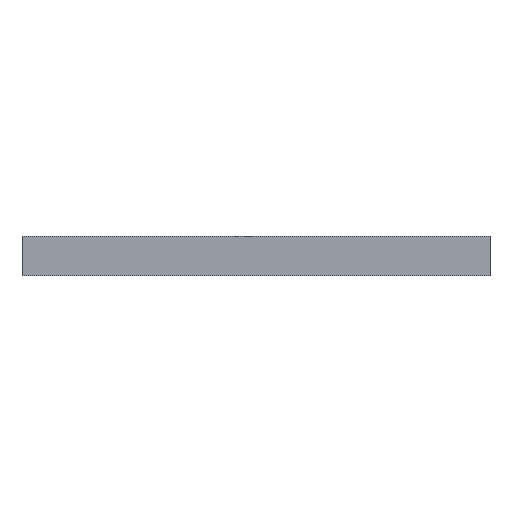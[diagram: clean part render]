
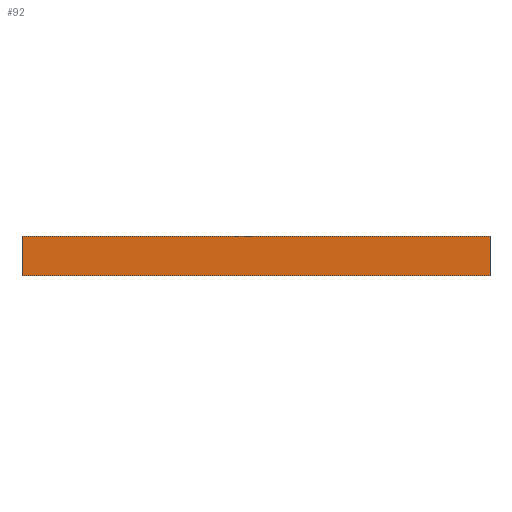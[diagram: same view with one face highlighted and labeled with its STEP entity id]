
A CAD part, left-side view. The second image highlights one B-rep face of the part: STEP entity #92.
In plain terms, the highlighted planar face has unit normal (-1, 0, 0).
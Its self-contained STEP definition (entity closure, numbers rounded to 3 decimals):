
#47 = CARTESIAN_POINT ( 'NONE',  ( 0., 0., 4. ) ) ;
#92 = ADVANCED_FACE ( 'NONE', ( #239 ), #357, .T. ) ;
#125 = ORIENTED_EDGE ( 'NONE', *, *, #480, .F. ) ;
#180 = AXIS2_PLACEMENT_3D ( 'NONE', #47, #1212, #525 ) ;
#220 = CARTESIAN_POINT ( 'NONE',  ( 0., 48., 4. ) ) ;
#239 = FACE_OUTER_BOUND ( 'NONE', #436, .T. ) ;
#243 = CARTESIAN_POINT ( 'NONE',  ( 0., 0., 0. ) ) ;
#281 = EDGE_CURVE ( 'NONE', #371, #689, #478, .T. ) ;
#296 = CARTESIAN_POINT ( 'NONE',  ( 0., 0., 4. ) ) ;
#315 = CARTESIAN_POINT ( 'NONE',  ( 0., 48., 0. ) ) ;
#357 = PLANE ( 'NONE',  #180 ) ;
#371 = VERTEX_POINT ( 'NONE', #296 ) ;
#384 = DIRECTION ( 'NONE',  ( 0., 1., 0. ) ) ;
#436 = EDGE_LOOP ( 'NONE', ( #125, #1138, #632, #841 ) ) ;
#467 = VECTOR ( 'NONE', #902, 1000. ) ;
#478 = LINE ( 'NONE', #1246, #820 ) ;
#480 = EDGE_CURVE ( 'NONE', #920, #818, #1205, .T. ) ;
#516 = LINE ( 'NONE', #220, #467 ) ;
#525 = DIRECTION ( 'NONE',  ( 0., 0., 1. ) ) ;
#539 = CARTESIAN_POINT ( 'NONE',  ( 0., 0., 4. ) ) ;
#567 = LINE ( 'NONE', #539, #1211 ) ;
#578 = CARTESIAN_POINT ( 'NONE',  ( 0., 0., 0. ) ) ;
#627 = DIRECTION ( 'NONE',  ( 0., 1., 0. ) ) ;
#632 = ORIENTED_EDGE ( 'NONE', *, *, #281, .T. ) ;
#689 = VERTEX_POINT ( 'NONE', #1171 ) ;
#735 = DIRECTION ( 'NONE',  ( 0., 0., -1. ) ) ;
#818 = VERTEX_POINT ( 'NONE', #315 ) ;
#820 = VECTOR ( 'NONE', #384, 1000. ) ;
#841 = ORIENTED_EDGE ( 'NONE', *, *, #1124, .T. ) ;
#898 = EDGE_CURVE ( 'NONE', #371, #920, #567, .T. ) ;
#902 = DIRECTION ( 'NONE',  ( 0., 0., -1. ) ) ;
#920 = VERTEX_POINT ( 'NONE', #578 ) ;
#1124 = EDGE_CURVE ( 'NONE', #689, #818, #516, .T. ) ;
#1138 = ORIENTED_EDGE ( 'NONE', *, *, #898, .F. ) ;
#1160 = VECTOR ( 'NONE', #627, 1000. ) ;
#1171 = CARTESIAN_POINT ( 'NONE',  ( 0., 48., 4. ) ) ;
#1205 = LINE ( 'NONE', #243, #1160 ) ;
#1211 = VECTOR ( 'NONE', #735, 1000. ) ;
#1212 = DIRECTION ( 'NONE',  ( -1., 0., 0. ) ) ;
#1246 = CARTESIAN_POINT ( 'NONE',  ( 0., 0., 4. ) ) ;
